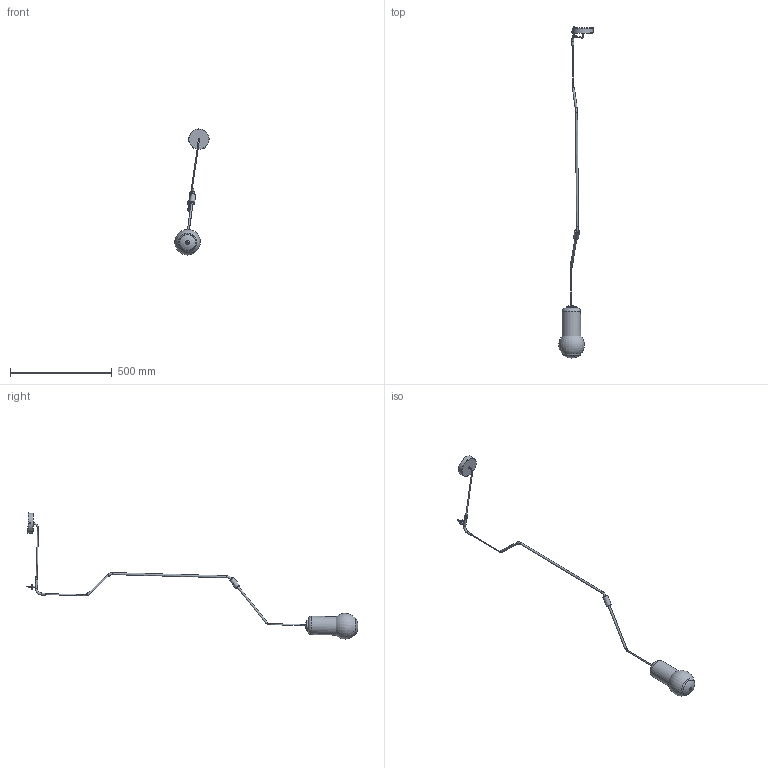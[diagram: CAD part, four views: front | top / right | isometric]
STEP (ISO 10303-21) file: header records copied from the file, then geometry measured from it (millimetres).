
FILE_DESCRIPTION (( 'STEP AP214' ), '1' );
FILE_NAME ('Ventus_form_01.STEP', '2025-06-03T15:56:49', ( '' ), ( '' ), 'SwSTEP 2.0', 'SolidWorks 2017', '' );
FILE_SCHEMA (( 'AUTOMOTIVE_DESIGN' ));
Length unit declared in the file: millimetre
Products named in the file (11): ventus_Opal_Glass_Shade_V1; Ventus_Plastic_Top_V1_Black; Ventus_Counterweight_V1_Black; Ventus_Plastic_Tip_V1; Ventus_Rod_V1_Black; Ventus_Cober_V1_Black; Ventus_Cable_Form1_V1_Black; Ventus_form_01; Ventus_shade_assembly_Basic_version_black; Ventus_Canopy_V1_Black; Ventus_Swan_V1_Black
Assembly tree (11 placements, depth 3):
  Ventus_form_01
    Ventus_Cable_Form1_V1_Black
    Ventus_Counterweight_V1_Black
    Ventus_Plastic_Tip_V1  x2
    Ventus_Rod_V1_Black
    Ventus_Swan_V1_Black
    Ventus_Canopy_V1_Black
    Ventus_Plastic_Top_V1_Black
    Ventus_shade_assembly_Basic_version_black
      ventus_Opal_Glass_Shade_V1
      Ventus_Cober_V1_Black
Bounding box: 168.02 x 1628.03 x 618.04 mm (x, y, z)
Volume: 206289.8 mm3; surface area: 377883.5 mm2
Topology: 10 solids, 10 shells, 131 faces, 256 edges, 151 vertices
Faces by surface type: cylinder 48, torus 39, plane 27, bspline 11, cone 6
Full cylindrical faces by diameter (mm): 5 x7, 5.5 x1, 6 x1, 6.398 x2, 7 x2, 8 x8, 9 x1, 10 x11, 10.2 x1, 10.206 x1, 25 x2, 38 x1, 46 x1, 47 x1, 50 x1, 82 x1, 90 x1, 98 x1, 100 x1
Entity records: 14066 total; most frequent: CARTESIAN_POINT 11657, DIRECTION 428, ORIENTED_EDGE 286, EDGE_LOOP 215, AXIS2_PLACEMENT_3D 210, FACE_OUTER_BOUND 183, EDGE_CURVE 143, VERTEX_POINT 126
